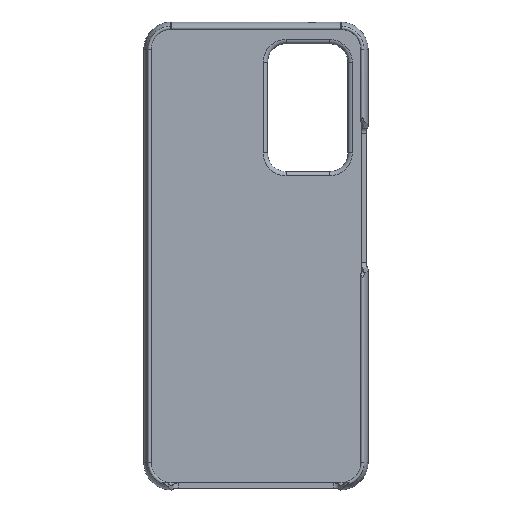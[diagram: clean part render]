
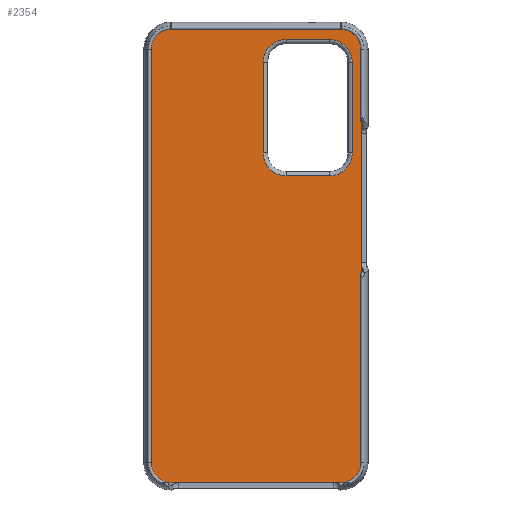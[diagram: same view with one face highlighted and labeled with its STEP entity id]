
A CAD part, top view. The second image highlights one B-rep face of the part: STEP entity #2354.
In plain terms, the highlighted planar face has unit normal (0, 0, 1).
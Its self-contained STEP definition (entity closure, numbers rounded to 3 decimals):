
#658 = EDGE_CURVE('',#659,#661,#663,.T.);
#659 = VERTEX_POINT('',#660);
#660 = CARTESIAN_POINT('',(36.565,-71.9,0.));
#661 = VERTEX_POINT('',#662);
#662 = CARTESIAN_POINT('',(29.55,-78.915,0.));
#663 = CIRCLE('',#664,7.015);
#664 = AXIS2_PLACEMENT_3D('',#665,#666,#667);
#665 = CARTESIAN_POINT('',(29.55,-71.9,0.));
#666 = DIRECTION('',(0.,0.,-1.));
#667 = DIRECTION('',(1.,0.,0.));
#712 = EDGE_CURVE('',#661,#713,#715,.T.);
#713 = VERTEX_POINT('',#714);
#714 = CARTESIAN_POINT('',(-29.55,-78.915,0.));
#715 = LINE('',#716,#717);
#716 = CARTESIAN_POINT('',(29.55,-78.915,0.));
#717 = VECTOR('',#718,1.);
#718 = DIRECTION('',(-1.,0.,0.));
#808 = EDGE_CURVE('',#713,#809,#811,.T.);
#809 = VERTEX_POINT('',#810);
#810 = CARTESIAN_POINT('',(-36.565,-71.9,0.));
#811 = CIRCLE('',#812,7.015);
#812 = AXIS2_PLACEMENT_3D('',#813,#814,#815);
#813 = CARTESIAN_POINT('',(-29.55,-71.9,0.));
#814 = DIRECTION('',(0.,0.,-1.));
#815 = DIRECTION('',(1.,0.,0.));
#862 = EDGE_CURVE('',#809,#863,#865,.T.);
#863 = VERTEX_POINT('',#864);
#864 = CARTESIAN_POINT('',(-36.565,71.9,0.));
#865 = LINE('',#866,#867);
#866 = CARTESIAN_POINT('',(-36.565,-71.9,0.));
#867 = VECTOR('',#868,1.);
#868 = DIRECTION('',(0.,1.,0.));
#894 = EDGE_CURVE('',#895,#897,#899,.T.);
#895 = VERTEX_POINT('',#896);
#896 = CARTESIAN_POINT('',(29.55,78.915,0.));
#897 = VERTEX_POINT('',#898);
#898 = CARTESIAN_POINT('',(36.565,71.9,0.));
#899 = CIRCLE('',#900,7.015);
#900 = AXIS2_PLACEMENT_3D('',#901,#902,#903);
#901 = CARTESIAN_POINT('',(29.55,71.9,0.));
#902 = DIRECTION('',(0.,0.,-1.));
#903 = DIRECTION('',(1.,0.,0.));
#985 = EDGE_CURVE('',#986,#895,#988,.T.);
#986 = VERTEX_POINT('',#987);
#987 = CARTESIAN_POINT('',(-29.55,78.915,0.));
#988 = LINE('',#989,#990);
#989 = CARTESIAN_POINT('',(-29.55,78.915,0.));
#990 = VECTOR('',#991,1.);
#991 = DIRECTION('',(1.,0.,0.));
#1188 = EDGE_CURVE('',#863,#986,#1189,.T.);
#1189 = CIRCLE('',#1190,7.015);
#1190 = AXIS2_PLACEMENT_3D('',#1191,#1192,#1193);
#1191 = CARTESIAN_POINT('',(-29.55,71.9,0.));
#1192 = DIRECTION('',(0.,0.,-1.));
#1193 = DIRECTION('',(1.,0.,0.));
#2354 = ADVANCED_FACE('',(#2355,#2370),#2440,.T.);
#2355 = FACE_BOUND('',#2356,.T.);
#2356 = EDGE_LOOP('',(#2357,#2363,#2364,#2365,#2366,#2367,#2368,#2369));
#2357 = ORIENTED_EDGE('',*,*,#2358,.F.);
#2358 = EDGE_CURVE('',#897,#659,#2359,.T.);
#2359 = LINE('',#2360,#2361);
#2360 = CARTESIAN_POINT('',(36.565,0.,0.));
#2361 = VECTOR('',#2362,1.);
#2362 = DIRECTION('',(0.,-1.,0.));
#2363 = ORIENTED_EDGE('',*,*,#894,.F.);
#2364 = ORIENTED_EDGE('',*,*,#985,.F.);
#2365 = ORIENTED_EDGE('',*,*,#1188,.F.);
#2366 = ORIENTED_EDGE('',*,*,#862,.F.);
#2367 = ORIENTED_EDGE('',*,*,#808,.F.);
#2368 = ORIENTED_EDGE('',*,*,#712,.F.);
#2369 = ORIENTED_EDGE('',*,*,#658,.F.);
#2370 = FACE_BOUND('',#2371,.T.);
#2371 = EDGE_LOOP('',(#2372,#2383,#2391,#2400,#2408,#2417,#2425,#2434));
#2372 = ORIENTED_EDGE('',*,*,#2373,.F.);
#2373 = EDGE_CURVE('',#2374,#2376,#2378,.T.);
#2374 = VERTEX_POINT('',#2375);
#2375 = CARTESIAN_POINT('',(2.5,35.85,0.));
#2376 = VERTEX_POINT('',#2377);
#2377 = CARTESIAN_POINT('',(10.5,27.85,0.));
#2378 = CIRCLE('',#2379,8.);
#2379 = AXIS2_PLACEMENT_3D('',#2380,#2381,#2382);
#2380 = CARTESIAN_POINT('',(10.5,35.85,0.)
  );
#2381 = DIRECTION('',(0.,0.,1.));
#2382 = DIRECTION('',(-1.,0.,0.));
#2383 = ORIENTED_EDGE('',*,*,#2384,.F.);
#2384 = EDGE_CURVE('',#2385,#2374,#2387,.T.);
#2385 = VERTEX_POINT('',#2386);
#2386 = CARTESIAN_POINT('',(2.5,67.35,0.));
#2387 = LINE('',#2388,#2389);
#2388 = CARTESIAN_POINT('',(2.5,67.35,0.));
#2389 = VECTOR('',#2390,1.);
#2390 = DIRECTION('',(0.,-1.,0.));
#2391 = ORIENTED_EDGE('',*,*,#2392,.F.);
#2392 = EDGE_CURVE('',#2393,#2385,#2395,.T.);
#2393 = VERTEX_POINT('',#2394);
#2394 = CARTESIAN_POINT('',(10.5,75.35,0.));
#2395 = CIRCLE('',#2396,8.);
#2396 = AXIS2_PLACEMENT_3D('',#2397,#2398,#2399);
#2397 = CARTESIAN_POINT('',(10.5,67.35,0.));
#2398 = DIRECTION('',(0.,0.,1.));
#2399 = DIRECTION('',(0.,1.,0.));
#2400 = ORIENTED_EDGE('',*,*,#2401,.F.);
#2401 = EDGE_CURVE('',#2402,#2393,#2404,.T.);
#2402 = VERTEX_POINT('',#2403);
#2403 = CARTESIAN_POINT('',(25.5,75.35,0.));
#2404 = LINE('',#2405,#2406);
#2405 = CARTESIAN_POINT('',(25.5,75.35,0.));
#2406 = VECTOR('',#2407,1.);
#2407 = DIRECTION('',(-1.,0.,0.));
#2408 = ORIENTED_EDGE('',*,*,#2409,.F.);
#2409 = EDGE_CURVE('',#2410,#2402,#2412,.T.);
#2410 = VERTEX_POINT('',#2411);
#2411 = CARTESIAN_POINT('',(33.5,67.35,0.));
#2412 = CIRCLE('',#2413,8.);
#2413 = AXIS2_PLACEMENT_3D('',#2414,#2415,#2416);
#2414 = CARTESIAN_POINT('',(25.5,67.35,0.)
  );
#2415 = DIRECTION('',(0.,0.,1.));
#2416 = DIRECTION('',(1.,0.,0.));
#2417 = ORIENTED_EDGE('',*,*,#2418,.F.);
#2418 = EDGE_CURVE('',#2419,#2410,#2421,.T.);
#2419 = VERTEX_POINT('',#2420);
#2420 = CARTESIAN_POINT('',(33.5,35.85,0.));
#2421 = LINE('',#2422,#2423);
#2422 = CARTESIAN_POINT('',(33.5,35.85,0.));
#2423 = VECTOR('',#2424,1.);
#2424 = DIRECTION('',(0.,1.,0.));
#2425 = ORIENTED_EDGE('',*,*,#2426,.F.);
#2426 = EDGE_CURVE('',#2427,#2419,#2429,.T.);
#2427 = VERTEX_POINT('',#2428);
#2428 = CARTESIAN_POINT('',(25.5,27.85,0.));
#2429 = CIRCLE('',#2430,8.);
#2430 = AXIS2_PLACEMENT_3D('',#2431,#2432,#2433);
#2431 = CARTESIAN_POINT('',(25.5,35.85,0.));
#2432 = DIRECTION('',(-0.,0.,1.));
#2433 = DIRECTION('',(0.,-1.,0.));
#2434 = ORIENTED_EDGE('',*,*,#2435,.F.);
#2435 = EDGE_CURVE('',#2376,#2427,#2436,.T.);
#2436 = LINE('',#2437,#2438);
#2437 = CARTESIAN_POINT('',(10.5,27.85,0.));
#2438 = VECTOR('',#2439,1.);
#2439 = DIRECTION('',(1.,0.,0.));
#2440 = PLANE('',#2441);
#2441 = AXIS2_PLACEMENT_3D('',#2442,#2443,#2444);
#2442 = CARTESIAN_POINT('',(0.,0.,0.));
#2443 = DIRECTION('',(0.,0.,1.));
#2444 = DIRECTION('',(0.,1.,0.));
